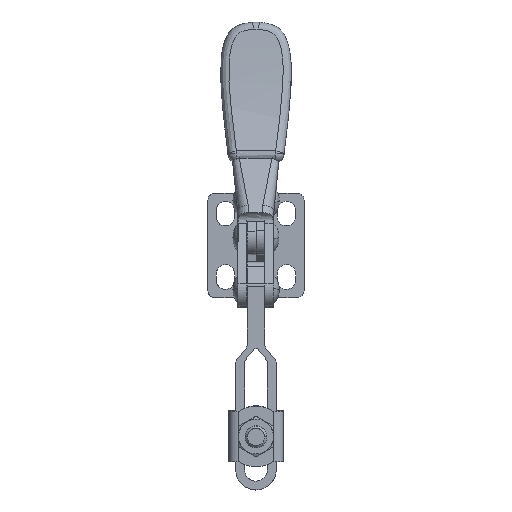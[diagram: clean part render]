
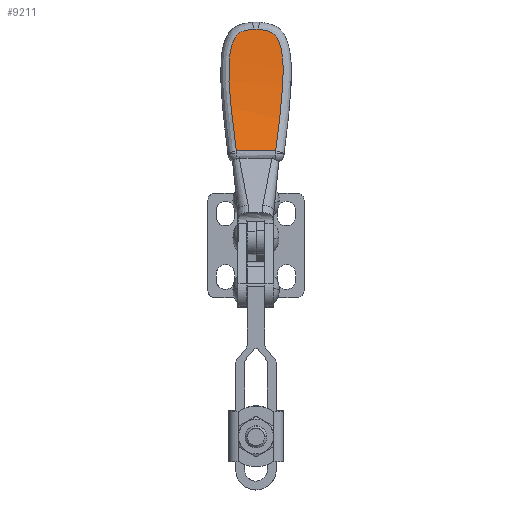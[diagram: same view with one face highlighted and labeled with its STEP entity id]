
A CAD part, top view. The second image highlights one B-rep face of the part: STEP entity #9211.
In plain terms, the highlighted free-form (B-spline) face has degree [3, 1] with [6, 2] control points.
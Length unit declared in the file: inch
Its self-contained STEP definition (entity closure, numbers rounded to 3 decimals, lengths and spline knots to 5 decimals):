
#4212=EDGE_CURVE('',#9972,#5869,#11637,.T.);
#4435=EDGE_CURVE('',#6696,#9972,#11880,.T.);
#5869=VERTEX_POINT('',#13450);
#6517=EDGE_CURVE('',#8062,#6696,#14144,.T.);
#6696=VERTEX_POINT('',#14334);
#8062=VERTEX_POINT('',#15819);
#9041=EDGE_CURVE('',#5869,#8062,#16867,.T.);
#9211=ADVANCED_FACE('',(#17050),#17051,.T.);
#9972=VERTEX_POINT('',#17893);
#11637=B_SPLINE_CURVE_WITH_KNOTS('',3,(#21184,#21185,#21186,#21187,#21188,#21189,#21190,#21191,#21192,#21193,#21194,#21195,#21196,#21197,#21198,#21199,#21200,#21201,#21202,#21203,#21204,#21205,#21206,#21207,#21208),.UNSPECIFIED.,.F.,.F.,(4,3,3,3,3,3,3,3,4),(0.,0.13663,0.24593,0.35523,0.51361,0.75929,1.15237,1.74578,2.01894),.UNSPECIFIED.);
#11880=B_SPLINE_CURVE_WITH_KNOTS('',3,(#21816,#21817,#21818,#21819,#21820,#21821,#21822,#21823,#21824,#21825,#21826,#21827,#21828),.UNSPECIFIED.,.F.,.F.,(4,3,3,3,4),(-0.07017,-0.06118,-0.04678,-0.02375,-0.0),.UNSPECIFIED.);
#13450=CARTESIAN_POINT('',(0.28234,0.46468,1.03842));
#14144=B_SPLINE_CURVE_WITH_KNOTS('',3,(#27491,#27492,#27493,#27494,#27495,#27496,#27497,#27498,#27499,#27500,#27501,#27502,#27503,#27504,#27505,#27506,#27507,#27508,#27509,#27510,#27511,#27512,#27513,#27514,#27515,#27516,#27517,#27518,#27519,#27520,#27521),.UNSPECIFIED.,.F.,.F.,(4,3,3,3,3,3,3,3,3,3,4),(0.11241,0.36069,0.71044,0.92904,1.06566,1.20229,1.42089,1.77064,1.86081,1.95099,2.13133),.UNSPECIFIED.);
#14334=CARTESIAN_POINT('',(-0.03509,2.20936,0.64801));
#15819=CARTESIAN_POINT('',(-0.28234,0.46468,1.03842));
#16867=B_SPLINE_CURVE_WITH_KNOTS('',3,(#35838,#35839,#35840,#35841,#35842,#35843,#35844,#35845,#35846,#35847,#35848,#35849,#35850,#35851,#35852,#35853,#35854,#35855,#35856),.UNSPECIFIED.,.F.,.F.,(4,3,3,3,3,3,4),(-0.81054,-0.70155,-0.59362,-0.52616,-0.45871,-0.35078,-0.24585),.UNSPECIFIED.);
#17050=FACE_OUTER_BOUND('',#36542,.T.);
#17051=B_SPLINE_SURFACE_WITH_KNOTS('',3,1,((#36543,#36544),(#36545,#36546),(#36547,#36548),(#36549,#36550),(#36551,#36552),(#36553,#36554)),.UNSPECIFIED.,.F.,.F.,.F.,(4,1,1,4),(2,2),(-3.15559,-2.60311,-1.51755,-0.0),(0.0,1.9685),.UNSPECIFIED.);
#17893=CARTESIAN_POINT('',(0.03509,2.20936,0.64801));
#21184=CARTESIAN_POINT('',(0.03509,2.20936,0.64801));
#21185=CARTESIAN_POINT('',(0.08025,2.20357,0.64884));
#21186=CARTESIAN_POINT('',(0.12658,2.1969,0.64979));
#21187=CARTESIAN_POINT('',(0.17034,2.18438,0.65157));
#21188=CARTESIAN_POINT('',(0.20535,2.17435,0.653));
#21189=CARTESIAN_POINT('',(0.24014,2.16012,0.65504));
#21190=CARTESIAN_POINT('',(0.26642,2.13464,0.65867));
#21191=CARTESIAN_POINT('',(0.29269,2.10917,0.66231));
#21192=CARTESIAN_POINT('',(0.31054,2.07672,0.66694));
#21193=CARTESIAN_POINT('',(0.32468,2.04339,0.67169));
#21194=CARTESIAN_POINT('',(0.34517,1.99509,0.67859));
#21195=CARTESIAN_POINT('',(0.35772,1.94392,0.68587));
#21196=CARTESIAN_POINT('',(0.36703,1.89237,0.69328));
#21197=CARTESIAN_POINT('',(0.38147,1.81241,0.70478));
#21198=CARTESIAN_POINT('',(0.38804,1.73213,0.71654));
#21199=CARTESIAN_POINT('',(0.39007,1.65181,0.72908));
#21200=CARTESIAN_POINT('',(0.39331,1.52331,0.74914));
#21201=CARTESIAN_POINT('',(0.38359,1.39536,0.77112));
#21202=CARTESIAN_POINT('',(0.37309,1.26983,0.79683));
#21203=CARTESIAN_POINT('',(0.35724,1.08032,0.83564));
#21204=CARTESIAN_POINT('',(0.33607,0.89512,0.88423));
#21205=CARTESIAN_POINT('',(0.31373,0.71349,0.94613));
#21206=CARTESIAN_POINT('',(0.30345,0.62988,0.97463));
#21207=CARTESIAN_POINT('',(0.2929,0.54702,1.00554));
#21208=CARTESIAN_POINT('',(0.28234,0.46468,1.03842));
#21816=CARTESIAN_POINT('',(-0.03509,2.20936,0.64801));
#21817=CARTESIAN_POINT('',(-0.03211,2.20974,0.64795));
#21818=CARTESIAN_POINT('',(-0.02913,2.21008,0.64791));
#21819=CARTESIAN_POINT('',(-0.02614,2.21036,0.64787));
#21820=CARTESIAN_POINT('',(-0.02135,2.21082,0.6478));
#21821=CARTESIAN_POINT('',(-0.01655,2.21115,0.64775));
#21822=CARTESIAN_POINT('',(-0.01174,2.21136,0.64772));
#21823=CARTESIAN_POINT('',(-0.00404,2.21168,0.64768));
#21824=CARTESIAN_POINT('',(0.00368,2.21169,0.64768));
#21825=CARTESIAN_POINT('',(0.01138,2.21137,0.64772));
#21826=CARTESIAN_POINT('',(0.01932,2.21104,0.64777));
#21827=CARTESIAN_POINT('',(0.02723,2.21037,0.64786));
#21828=CARTESIAN_POINT('',(0.03509,2.20936,0.64801));
#27491=CARTESIAN_POINT('',(-0.28234,0.46468,1.03842));
#27492=CARTESIAN_POINT('',(-0.29194,0.53951,1.00854));
#27493=CARTESIAN_POINT('',(-0.30153,0.61478,0.98028));
#27494=CARTESIAN_POINT('',(-0.31092,0.69066,0.95398));
#27495=CARTESIAN_POINT('',(-0.32414,0.79756,0.91693));
#27496=CARTESIAN_POINT('',(-0.33698,0.90538,0.88402));
#27497=CARTESIAN_POINT('',(-0.34867,1.01491,0.8556));
#27498=CARTESIAN_POINT('',(-0.35597,1.08337,0.83783));
#27499=CARTESIAN_POINT('',(-0.36282,1.15248,0.82168));
#27500=CARTESIAN_POINT('',(-0.36898,1.22208,0.80681));
#27501=CARTESIAN_POINT('',(-0.37283,1.26557,0.79752));
#27502=CARTESIAN_POINT('',(-0.37641,1.30921,0.78874));
#27503=CARTESIAN_POINT('',(-0.37968,1.35314,0.78035));
#27504=CARTESIAN_POINT('',(-0.38295,1.39707,0.77196));
#27505=CARTESIAN_POINT('',(-0.3859,1.44128,0.76397));
#27506=CARTESIAN_POINT('',(-0.38792,1.48569,0.7563));
#27507=CARTESIAN_POINT('',(-0.39115,1.55673,0.74403));
#27508=CARTESIAN_POINT('',(-0.3919,1.62826,0.73259));
#27509=CARTESIAN_POINT('',(-0.38825,1.69972,0.72169));
#27510=CARTESIAN_POINT('',(-0.38241,1.81405,0.70425));
#27511=CARTESIAN_POINT('',(-0.37065,1.93141,0.68768));
#27512=CARTESIAN_POINT('',(-0.32677,2.03838,0.67241));
#27513=CARTESIAN_POINT('',(-0.31545,2.06596,0.66847));
#27514=CARTESIAN_POINT('',(-0.30146,2.09305,0.66461));
#27515=CARTESIAN_POINT('',(-0.28285,2.11642,0.66127));
#27516=CARTESIAN_POINT('',(-0.26425,2.1398,0.65794));
#27517=CARTESIAN_POINT('',(-0.23892,2.15818,0.65531));
#27518=CARTESIAN_POINT('',(-0.21143,2.16999,0.65363));
#27519=CARTESIAN_POINT('',(-0.15645,2.19361,0.65026));
#27520=CARTESIAN_POINT('',(-0.0947,2.20171,0.6491));
#27521=CARTESIAN_POINT('',(-0.03509,2.20936,0.64801));
#35838=CARTESIAN_POINT('',(0.28234,0.46468,1.03842));
#35839=CARTESIAN_POINT('',(0.24601,0.46468,1.03842));
#35840=CARTESIAN_POINT('',(0.20969,0.46468,1.03842));
#35841=CARTESIAN_POINT('',(0.17336,0.46468,1.03842));
#35842=CARTESIAN_POINT('',(0.13738,0.46468,1.03842));
#35843=CARTESIAN_POINT('',(0.1014,0.46468,1.03842));
#35844=CARTESIAN_POINT('',(0.06543,0.46468,1.03842));
#35845=CARTESIAN_POINT('',(0.04294,0.46468,1.03842));
#35846=CARTESIAN_POINT('',(0.02046,0.46468,1.03842));
#35847=CARTESIAN_POINT('',(-0.00203,0.46468,1.03842));
#35848=CARTESIAN_POINT('',(-0.02452,0.46468,1.03842));
#35849=CARTESIAN_POINT('',(-0.047,0.46468,1.03842));
#35850=CARTESIAN_POINT('',(-0.06949,0.46468,1.03842));
#35851=CARTESIAN_POINT('',(-0.10546,0.46468,1.03842));
#35852=CARTESIAN_POINT('',(-0.14144,0.46468,1.03842));
#35853=CARTESIAN_POINT('',(-0.17742,0.46468,1.03842));
#35854=CARTESIAN_POINT('',(-0.21239,0.46468,1.03842));
#35855=CARTESIAN_POINT('',(-0.24737,0.46468,1.03842));
#35856=CARTESIAN_POINT('',(-0.28234,0.46468,1.03842));
#36542=EDGE_LOOP('',(#47864,#47865,#47866,#47867));
#36543=CARTESIAN_POINT('',(-0.98425,2.53573,0.60143));
#36544=CARTESIAN_POINT('',(0.98425,2.53573,0.60143));
#36545=CARTESIAN_POINT('',(-0.98425,2.35362,0.62742));
#36546=CARTESIAN_POINT('',(0.98425,2.35362,0.62742));
#36547=CARTESIAN_POINT('',(-0.98425,1.81366,0.70448));
#36548=CARTESIAN_POINT('',(0.98425,1.81366,0.70448));
#36549=CARTESIAN_POINT('',(-0.98425,0.76352,0.85435));
#36550=CARTESIAN_POINT('',(0.98425,0.76352,0.85435));
#36551=CARTESIAN_POINT('',(-0.98425,-0.01771,1.24817));
#36552=CARTESIAN_POINT('',(0.98425,-0.01771,1.24817));
#36553=CARTESIAN_POINT('',(-0.98425,-0.47314,1.47776));
#36554=CARTESIAN_POINT('',(0.98425,-0.47314,1.47776));
#47864=ORIENTED_EDGE('',*,*,#6517,.F.);
#47865=ORIENTED_EDGE('',*,*,#9041,.F.);
#47866=ORIENTED_EDGE('',*,*,#4212,.F.);
#47867=ORIENTED_EDGE('',*,*,#4435,.F.);
